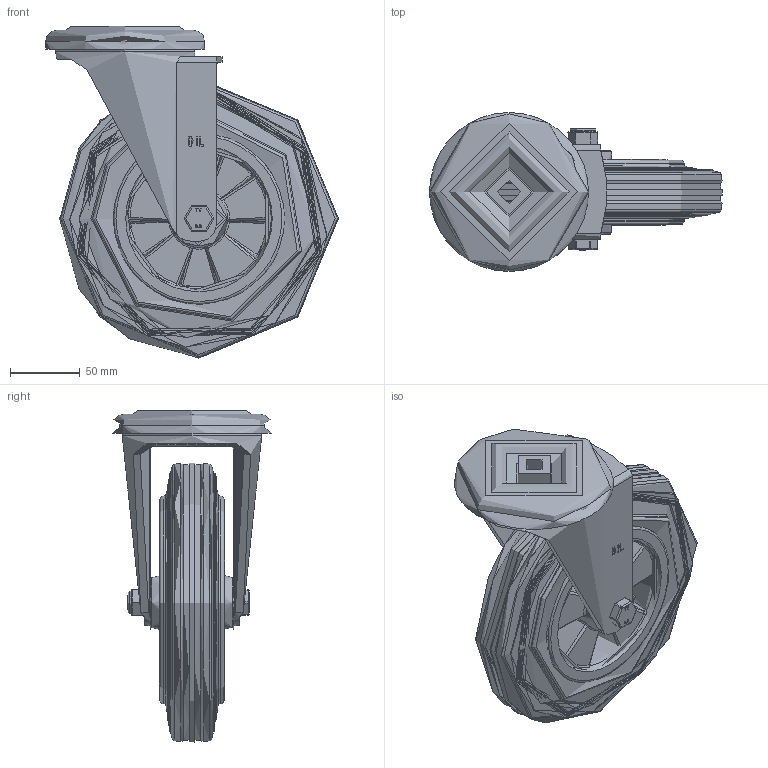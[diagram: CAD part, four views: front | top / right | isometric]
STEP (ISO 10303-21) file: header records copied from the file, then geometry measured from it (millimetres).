
FILE_DESCRIPTION(/* description */ (''),/* implementation_level */ '2;1');
FILE_NAME(/* name */ 'BZMM200GRBBH16.step',/* time_stamp */ '2024-09-30T12:19:15+01:00',/* author */ (''),/* organization */ (''),/* preprocessor_version */ 'ST-DEVELOPER v20',/* originating_system */ 'Autodesk Translation Framework v13.20.0.188',/* authorisation */ '');
FILE_SCHEMA (('AUTOMOTIVE_DESIGN { 1 0 10303 214 3 1 1 }'));
Length unit declared in the file: millimetre
Products named in the file (21): BZMM200GRBBH16; BZMM200ASBH16 v1; ZINC PLATED, PRESSED STEEL HEAD; ZINC PLATED, PRESSED STEEL FORKS; BZH200WGRRB v1; POLYPROPYLENE RIM; POLYPROPYLENE RIM Geometry; CAP; ROLLER BEARING; Pattern; Component1; CAGE; RUBBER TYRE; TUBEM20X60 v1; ZINC PLATED STEEL TUBE; HEXBOLTM12X80Z8.8 v2; GRADE 8.8 ZINC PLATED BOLT; NYLOCM12Z v1; NYLOC NUT; NUT; RUBBER
Assembly tree (27 placements, depth 5):
  BZMM200GRBBH16
    BZMM200ASBH16 v1
      ZINC PLATED, PRESSED STEEL HEAD
      ZINC PLATED, PRESSED STEEL FORKS
    BZH200WGRRB v1
      POLYPROPYLENE RIM
        POLYPROPYLENE RIM Geometry
        CAP
      ROLLER BEARING
        Pattern
          Component1  x8
        CAGE
      RUBBER TYRE
    TUBEM20X60 v1
      ZINC PLATED STEEL TUBE
    HEXBOLTM12X80Z8.8 v2
      GRADE 8.8 ZINC PLATED BOLT
    NYLOCM12Z v1
      NYLOC NUT
        NUT
        RUBBER
Bounding box: 210 x 114 x 238 mm (x, y, z)
Volume: 1214219.9 mm3; surface area: 302451.6 mm2
Topology: 18 solids, 18 shells, 833 faces, 2052 edges, 1271 vertices
Faces by surface type: plane 256, bspline 230, cylinder 165, torus 65, cone 59, sphere 58
Full cylindrical faces by diameter (mm): 7.5 x8, 9.836 x18, 11.834 x18, 12 x3, 12.2 x2, 12.5 x1, 14 x2, 16.2 x1, 18 x1, 18.5 x1, 19.9 x1, 20 x3, 32.5 x3, 34 x1, 34.9 x1, 35 x1, 41 x3, 47 x1, 52 x1, 74 x1, 92 x1, 100 x1, 104 x1, 114 x1, 118 x2, 123 x2, 152.5 x2, 197.807 x2
Entity records: 73357 total; most frequent: CARTESIAN_POINT 54564, ORIENTED_EDGE 4052, DIRECTION 3478, EDGE_CURVE 2026, AXIS2_PLACEMENT_3D 1401, VERTEX_POINT 1257, EDGE_LOOP 871, FACE_OUTER_BOUND 812
